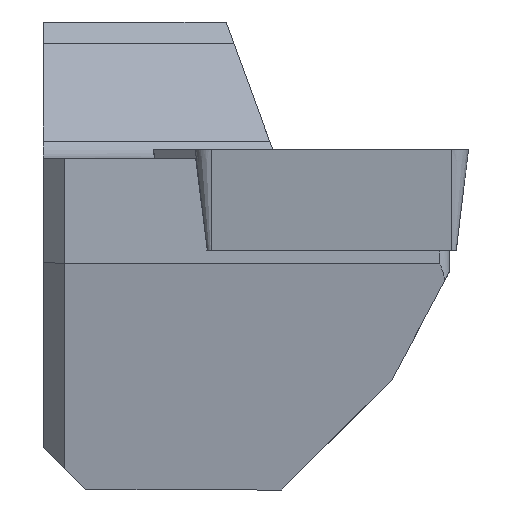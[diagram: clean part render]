
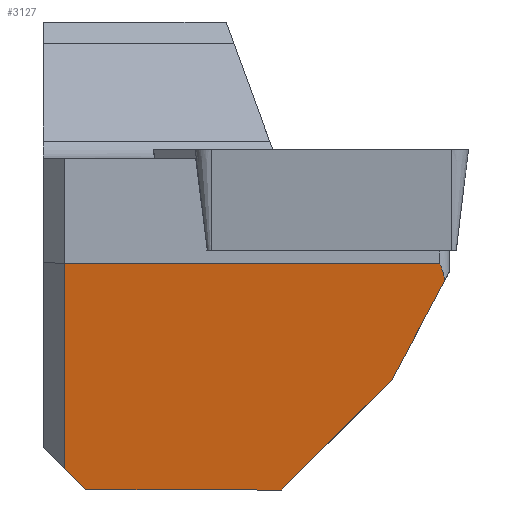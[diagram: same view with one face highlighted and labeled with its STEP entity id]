
A CAD part, left-side view. The second image highlights one B-rep face of the part: STEP entity #3127.
In plain terms, the highlighted planar face has unit normal (-0.99, 0, -0.139).
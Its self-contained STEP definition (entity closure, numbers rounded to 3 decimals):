
#52 = CARTESIAN_POINT ( 'NONE',  ( 1.077, -0.5, -7.5 ) ) ;
#142 = LINE ( 'NONE', #1666, #3049 ) ;
#220 = LINE ( 'NONE', #2697, #1082 ) ;
#255 = CARTESIAN_POINT ( 'NONE',  ( 0.429, -9.402, -2.884 ) ) ;
#257 = ORIENTED_EDGE ( 'NONE', *, *, #1899, .F. ) ;
#301 = EDGE_CURVE ( 'NONE', #3304, #1737, #3027, .T. ) ;
#408 = LINE ( 'NONE', #3426, #2022 ) ;
#465 = VERTEX_POINT ( 'NONE', #52 ) ;
#836 = EDGE_CURVE ( 'NONE', #3034, #465, #408, .T. ) ;
#933 = VECTOR ( 'NONE', #2988, 1000. ) ;
#949 = VERTEX_POINT ( 'NONE', #3178 ) ;
#1011 = LINE ( 'NONE', #1866, #933 ) ;
#1082 = VECTOR ( 'NONE', #2733, 1000. ) ;
#1084 = EDGE_CURVE ( 'NONE', #1468, #949, #1011, .T. ) ;
#1199 = ORIENTED_EDGE ( 'NONE', *, *, #1084, .F. ) ;
#1279 = VECTOR ( 'NONE', #2975, 1000. ) ;
#1286 = AXIS2_PLACEMENT_3D ( 'NONE', #2911, #1536, #1516 ) ;
#1302 = EDGE_CURVE ( 'NONE', #1468, #465, #3610, .T. ) ;
#1468 = VERTEX_POINT ( 'NONE', #2429 ) ;
#1516 = DIRECTION ( 'NONE',  ( -0.139, 0., 0.99 ) ) ;
#1518 = ORIENTED_EDGE ( 'NONE', *, *, #3311, .T. ) ;
#1536 = DIRECTION ( 'NONE',  ( -0.99, 0., -0.139 ) ) ;
#1555 = VERTEX_POINT ( 'NONE', #3574 ) ;
#1571 = CARTESIAN_POINT ( 'NONE',  ( 0.782, -8.2, -5.4 ) ) ;
#1666 = CARTESIAN_POINT ( 'NONE',  ( 2.811, -0.525, -19.834 ) ) ;
#1737 = VERTEX_POINT ( 'NONE', #1571 ) ;
#1808 = CARTESIAN_POINT ( 'NONE',  ( 3.413, 10.515, -24.115 ) ) ;
#1866 = CARTESIAN_POINT ( 'NONE',  ( 0.4, 32.374, -2.68 ) ) ;
#1899 = EDGE_CURVE ( 'NONE', #949, #1555, #2172, .T. ) ;
#1931 = CARTESIAN_POINT ( 'NONE',  ( 0.4, -9.32, -2.68 ) ) ;
#2022 = VECTOR ( 'NONE', #2038, 1000. ) ;
#2038 = DIRECTION ( 'NONE',  ( -0.099, 0.704, 0.704 ) ) ;
#2129 = VECTOR ( 'NONE', #3055, 1000. ) ;
#2172 =( BOUNDED_CURVE ( )  B_SPLINE_CURVE ( 3, ( #1931, #3324, #255, #3054 ),
 .UNSPECIFIED., .F., .F. ) 
 B_SPLINE_CURVE_WITH_KNOTS ( ( 4, 4 ),
 ( 0.228, 0.662 ),
 .UNSPECIFIED. ) 
 CURVE ( )  GEOMETRIC_REPRESENTATION_ITEM ( )  RATIONAL_B_SPLINE_CURVE ( ( 1., 0.984, 0.984, 1. ) ) 
 REPRESENTATION_ITEM ( '' )  );
#2429 = CARTESIAN_POINT ( 'NONE',  ( 0.4, -0.5, -2.68 ) ) ;
#2504 = DIRECTION ( 'NONE',  ( -0.123, -0.466, 0.876 ) ) ;
#2626 = PLANE ( 'NONE',  #1286 ) ;
#2693 = ORIENTED_EDGE ( 'NONE', *, *, #1302, .T. ) ;
#2697 = CARTESIAN_POINT ( 'NONE',  ( 1.148, 32.374, -8. ) ) ;
#2698 = EDGE_LOOP ( 'NONE', ( #1199, #2693, #2739, #3388, #3352, #1518, #257 ) ) ;
#2733 = DIRECTION ( 'NONE',  ( 0., -1., 0. ) ) ;
#2739 = ORIENTED_EDGE ( 'NONE', *, *, #836, .F. ) ;
#2911 = CARTESIAN_POINT ( 'NONE',  ( 0.4, 32.374, -2.68 ) ) ;
#2975 = DIRECTION ( 'NONE',  ( -0.099, -0.704, 0.704 ) ) ;
#2988 = DIRECTION ( 'NONE',  ( 0., -1., 0. ) ) ;
#3027 = LINE ( 'NONE', #1808, #1279 ) ;
#3034 = VERTEX_POINT ( 'NONE', #3202 ) ;
#3049 = VECTOR ( 'NONE', #2504, 1000. ) ;
#3054 = CARTESIAN_POINT ( 'NONE',  ( 0.456, -9.436, -3.075 ) ) ;
#3055 = DIRECTION ( 'NONE',  ( 0.139, 0., -0.99 ) ) ;
#3071 = CARTESIAN_POINT ( 'NONE',  ( 1.007, -0.5, -7. ) ) ;
#3127 = ADVANCED_FACE ( 'NONE', ( #3194 ), #2626, .T. ) ;
#3164 = EDGE_CURVE ( 'NONE', #3034, #3304, #220, .T. ) ;
#3178 = CARTESIAN_POINT ( 'NONE',  ( 0.4, -9.32, -2.68 ) ) ;
#3194 = FACE_OUTER_BOUND ( 'NONE', #2698, .T. ) ;
#3202 = CARTESIAN_POINT ( 'NONE',  ( 1.148, -1., -8. ) ) ;
#3304 = VERTEX_POINT ( 'NONE', #3305 ) ;
#3305 = CARTESIAN_POINT ( 'NONE',  ( 1.148, -5.6, -8. ) ) ;
#3311 = EDGE_CURVE ( 'NONE', #1737, #1555, #142, .T. ) ;
#3324 = CARTESIAN_POINT ( 'NONE',  ( 0.41, -9.362, -2.75 ) ) ;
#3352 = ORIENTED_EDGE ( 'NONE', *, *, #301, .T. ) ;
#3388 = ORIENTED_EDGE ( 'NONE', *, *, #3164, .T. ) ;
#3426 = CARTESIAN_POINT ( 'NONE',  ( 1.001, 0.042, -6.958 ) ) ;
#3574 = CARTESIAN_POINT ( 'NONE',  ( 0.456, -9.436, -3.075 ) ) ;
#3610 = LINE ( 'NONE', #3071, #2129 ) ;
